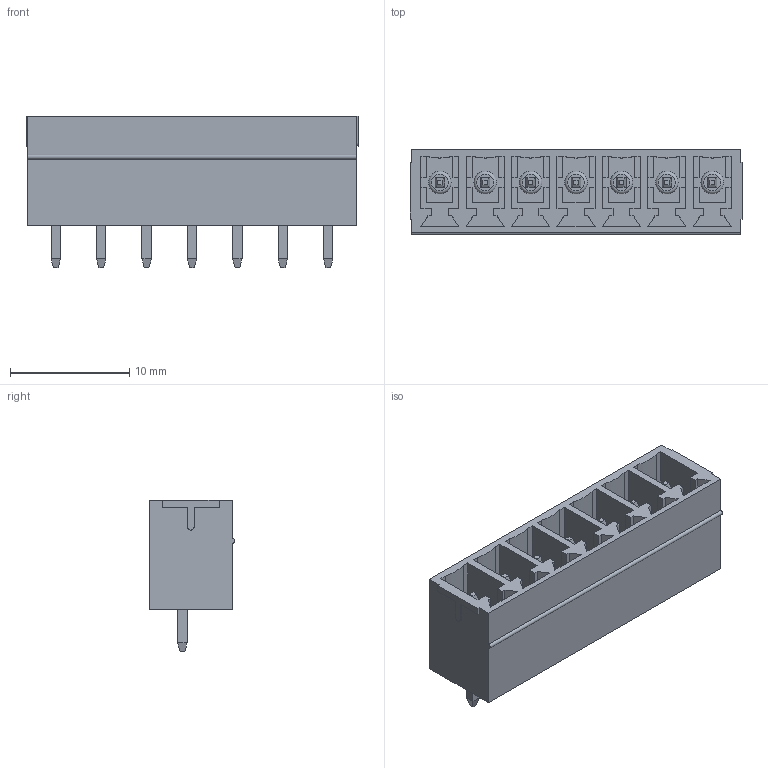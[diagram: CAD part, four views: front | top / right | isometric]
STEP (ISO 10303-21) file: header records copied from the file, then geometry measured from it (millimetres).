
FILE_DESCRIPTION( ( 'Unknown' ), '1' );
FILE_NAME( '691321300007.stp', 'Unknown', ( 'Unknown' ), ( 'Unknown' ), 'PSStep 18.0.17', 'Unknown', ' ' );
FILE_SCHEMA( ( 'AUTOMOTIVE_DESIGN { 1 0 10303 214 1 1 1 1 }' ) );
Length unit declared in the file: millimetre
Products named in the file (3): Assem1; 6913213000xx_PIN; 691321300007
Assembly tree (8 placements, depth 2):
  Assem1
    6913213000xx_PIN  x7
    691321300007
Bounding box: 27.86 x 7.2 x 12.7 mm (x, y, z)
Volume: 905.5 mm3; surface area: 2680.5 mm2
Topology: 8 solids, 8 shells, 423 faces, 1130 edges, 730 vertices
Faces by surface type: plane 392, cylinder 24, torus 7
Full cylindrical faces by diameter (mm): 1.9 x7
Entity records: 13504 total; most frequent: CARTESIAN_POINT 1916, ORIENTED_EDGE 1882, DIRECTION 1692, EDGE_CURVE 941, LINE 886, VECTOR 886, VERTEX_POINT 627, AXIS2_PLACEMENT_3D 403
